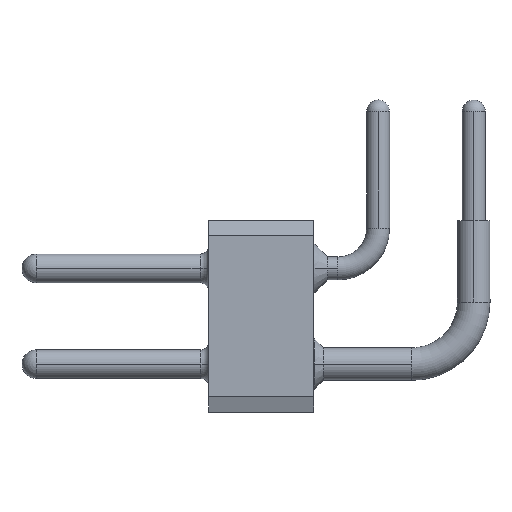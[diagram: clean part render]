
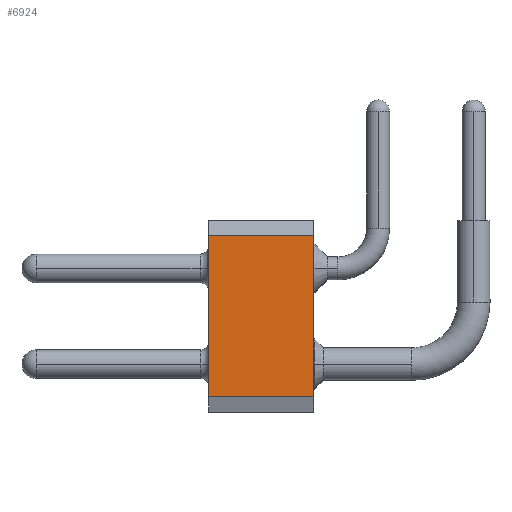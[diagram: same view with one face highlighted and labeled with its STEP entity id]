
A CAD part, left-side view. The second image highlights one B-rep face of the part: STEP entity #6924.
In plain terms, the highlighted planar face has unit normal (-1, 0, 0).
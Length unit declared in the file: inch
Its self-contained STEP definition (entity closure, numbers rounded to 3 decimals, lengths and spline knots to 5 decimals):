
#1101 = CARTESIAN_POINT ( 'NONE',  ( -0.01203, 0., -0.01575 ) ) ;
#1490 = CARTESIAN_POINT ( 'NONE',  ( -0.01203, -0.11, -0.01575 ) ) ;
#1784 = LINE ( 'NONE', #11322, #6038 ) ;
#1970 = CARTESIAN_POINT ( 'NONE',  ( -0.01203, -0.11, -0.18425 ) ) ;
#1992 = EDGE_LOOP ( 'NONE', ( #5682, #10199, #5707, #5678 ) ) ;
#2275 = DIRECTION ( 'NONE',  ( 0., 1., 0. ) ) ;
#2579 = EDGE_CURVE ( 'NONE', #9259, #11760, #10214, .T. ) ;
#3085 = VECTOR ( 'NONE', #11123, 39.37008 ) ;
#3120 = DIRECTION ( 'NONE',  ( 0., 0., 1. ) ) ;
#3138 = VERTEX_POINT ( 'NONE', #1101 ) ;
#4222 = CARTESIAN_POINT ( 'NONE',  ( -0.01203, -0.11, -0.01575 ) ) ;
#4564 = LINE ( 'NONE', #6145, #8306 ) ;
#5034 = DIRECTION ( 'NONE',  ( -1., 0., 0. ) ) ;
#5585 = PLANE ( 'NONE',  #8884 ) ;
#5678 = ORIENTED_EDGE ( 'NONE', *, *, #8701, .T. ) ;
#5682 = ORIENTED_EDGE ( 'NONE', *, *, #6386, .F. ) ;
#5707 = ORIENTED_EDGE ( 'NONE', *, *, #9361, .T. ) ;
#6038 = VECTOR ( 'NONE', #10526, 39.37008 ) ;
#6098 = VECTOR ( 'NONE', #2275, 39.37008 ) ;
#6145 = CARTESIAN_POINT ( 'NONE',  ( -0.01203, -0.11, -0.18425 ) ) ;
#6386 = EDGE_CURVE ( 'NONE', #11760, #3138, #1784, .T. ) ;
#6488 = CARTESIAN_POINT ( 'NONE',  ( -0.01203, -0.11, -0.18425 ) ) ;
#6592 = FACE_OUTER_BOUND ( 'NONE', #1992, .T. ) ;
#6924 = ADVANCED_FACE ( 'NONE', ( #6592 ), #5585, .T. ) ;
#7142 = CARTESIAN_POINT ( 'NONE',  ( -0.01203, 0., -0.18425 ) ) ;
#7225 = DIRECTION ( 'NONE',  ( 0., 0., 1. ) ) ;
#8306 = VECTOR ( 'NONE', #7225, 39.37008 ) ;
#8701 = EDGE_CURVE ( 'NONE', #11698, #3138, #11504, .T. ) ;
#8884 = AXIS2_PLACEMENT_3D ( 'NONE', #6488, #5034, #3120 ) ;
#9259 = VERTEX_POINT ( 'NONE', #1970 ) ;
#9361 = EDGE_CURVE ( 'NONE', #9259, #11698, #4564, .T. ) ;
#10199 = ORIENTED_EDGE ( 'NONE', *, *, #2579, .F. ) ;
#10214 = LINE ( 'NONE', #11802, #6098 ) ;
#10526 = DIRECTION ( 'NONE',  ( 0., 0., 1. ) ) ;
#11123 = DIRECTION ( 'NONE',  ( 0., 1., 0. ) ) ;
#11322 = CARTESIAN_POINT ( 'NONE',  ( -0.01203, 0., -0.18425 ) ) ;
#11504 = LINE ( 'NONE', #1490, #3085 ) ;
#11698 = VERTEX_POINT ( 'NONE', #4222 ) ;
#11760 = VERTEX_POINT ( 'NONE', #7142 ) ;
#11802 = CARTESIAN_POINT ( 'NONE',  ( -0.01203, -0.11, -0.18425 ) ) ;
